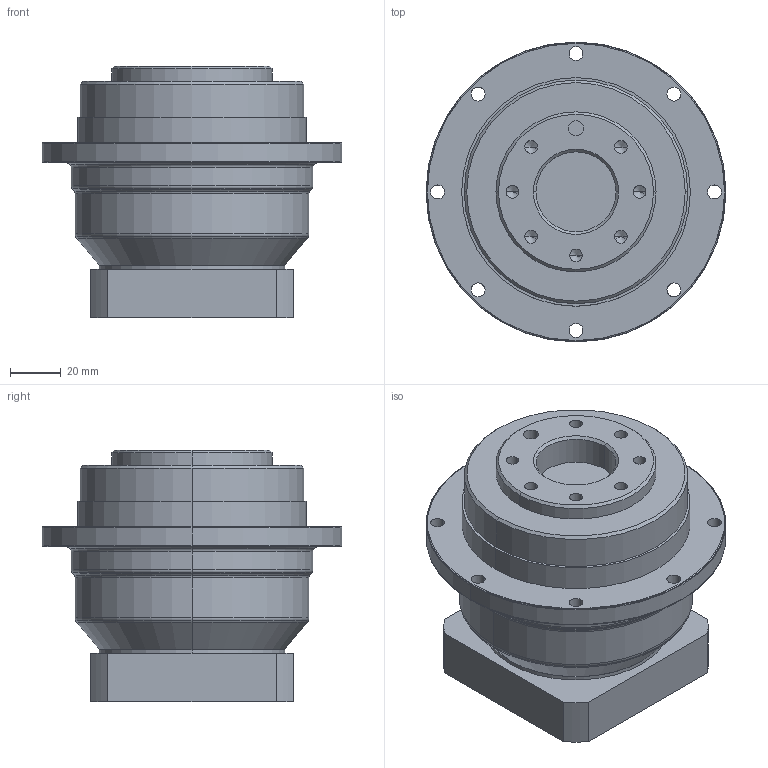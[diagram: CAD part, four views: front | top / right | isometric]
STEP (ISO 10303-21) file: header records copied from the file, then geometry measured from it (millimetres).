
FILE_DESCRIPTION((''),'2;1');
FILE_NAME('00','2022-06-14T16:07:29',('Administrator'),(''),'CREO PARAMETRIC BY PTC INC, 2019010','CREO PARAMETRIC BY PTC INC, 2019010','');
FILE_SCHEMA(('CONFIG_CONTROL_DESIGN'));
Length unit declared in the file: millimetre
Products named in the file (1): 00
Bounding box: 118 x 118 x 99 mm (x, y, z)
Volume: 575305.3 mm3; surface area: 66365 mm2
Topology: 1 solids, 1 shells, 151 faces, 368 edges, 219 vertices
Faces by surface type: cylinder 68, cone 34, plane 25, torus 24
Entity records: 4418 total; most frequent: DIRECTION 852, CARTESIAN_POINT 748, ORIENTED_EDGE 692, AXIS2_PLACEMENT_3D 363, EDGE_CURVE 346, VERTEX_POINT 219, CIRCLE 212, EDGE_LOOP 189
